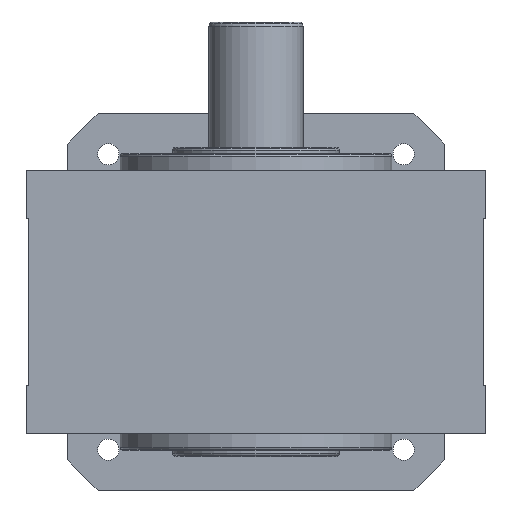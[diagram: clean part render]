
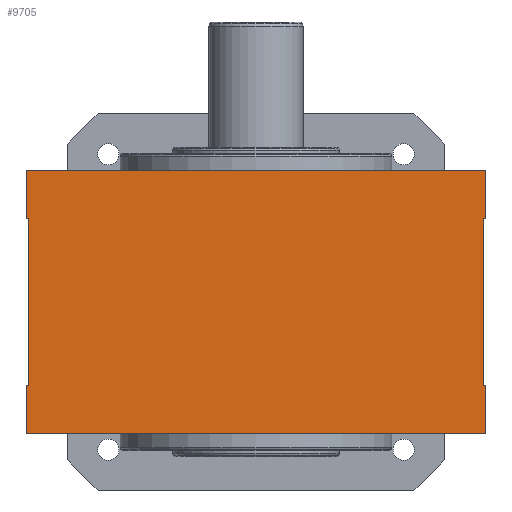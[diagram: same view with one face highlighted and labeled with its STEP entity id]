
A CAD part, front view. The second image highlights one B-rep face of the part: STEP entity #9705.
In plain terms, the highlighted planar face has unit normal (0, -1, 0).
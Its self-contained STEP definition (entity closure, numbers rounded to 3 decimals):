
#32=DIRECTION('',(0.,0.,-1.));
#33=VECTOR('',#32,23.);
#34=CARTESIAN_POINT('',(110.,-157.75,63.));
#35=LINE('',#34,#33);
#160=DIRECTION('',(0.,0.,1.));
#161=VECTOR('',#160,80.);
#162=CARTESIAN_POINT('',(109.,-157.75,-40.));
#163=LINE('',#162,#161);
#164=DIRECTION('',(-1.,0.,0.));
#165=VECTOR('',#164,1.);
#166=CARTESIAN_POINT('',(110.,-157.75,-40.));
#167=LINE('',#166,#165);
#168=DIRECTION('',(0.,0.,1.));
#169=VECTOR('',#168,23.);
#170=CARTESIAN_POINT('',(110.,-157.75,-63.));
#171=LINE('',#170,#169);
#172=DIRECTION('',(-1.,0.,0.));
#173=VECTOR('',#172,1.);
#174=CARTESIAN_POINT('',(-109.,-157.75,-40.));
#175=LINE('',#174,#173);
#176=DIRECTION('',(0.,0.,-1.));
#177=VECTOR('',#176,80.);
#178=CARTESIAN_POINT('',(-109.,-157.75,40.));
#179=LINE('',#178,#177);
#180=DIRECTION('',(1.,0.,0.));
#181=VECTOR('',#180,1.);
#182=CARTESIAN_POINT('',(-110.,-157.75,40.));
#183=LINE('',#182,#181);
#184=DIRECTION('',(1.,0.,0.));
#185=VECTOR('',#184,1.);
#186=CARTESIAN_POINT('',(109.,-157.75,40.));
#187=LINE('',#186,#185);
#861=DIRECTION('',(1.,0.,0.));
#862=VECTOR('',#861,220.);
#863=CARTESIAN_POINT('',(-110.,-157.75,63.));
#864=LINE('',#863,#862);
#2477=DIRECTION('',(0.,0.,1.));
#2478=VECTOR('',#2477,23.);
#2479=CARTESIAN_POINT('',(-110.,-157.75,40.));
#2480=LINE('',#2479,#2478);
#2515=DIRECTION('',(0.,0.,1.));
#2516=VECTOR('',#2515,23.);
#2517=CARTESIAN_POINT('',(-110.,-157.75,-63.));
#2518=LINE('',#2517,#2516);
#3103=DIRECTION('',(-1.,0.,0.));
#3104=VECTOR('',#3103,220.);
#3105=CARTESIAN_POINT('',(110.,-157.75,-63.));
#3106=LINE('',#3105,#3104);
#7263=CARTESIAN_POINT('',(110.,-157.75,40.));
#7265=VERTEX_POINT('',#7263);
#7268=CARTESIAN_POINT('',(110.,-157.75,-40.));
#7270=VERTEX_POINT('',#7268);
#7271=CARTESIAN_POINT('',(109.,-157.75,-40.));
#7272=VERTEX_POINT('',#7271);
#7273=CARTESIAN_POINT('',(-110.,-157.75,-40.));
#7275=VERTEX_POINT('',#7273);
#7278=CARTESIAN_POINT('',(109.,-157.75,40.));
#7280=VERTEX_POINT('',#7278);
#7283=CARTESIAN_POINT('',(-109.,-157.75,-40.));
#7284=VERTEX_POINT('',#7283);
#7285=CARTESIAN_POINT('',(-109.,-157.75,40.));
#7286=VERTEX_POINT('',#7285);
#7287=CARTESIAN_POINT('',(-110.,-157.75,40.));
#7288=VERTEX_POINT('',#7287);
#8895=CARTESIAN_POINT('',(110.,-157.75,63.));
#8896=VERTEX_POINT('',#8895);
#8899=CARTESIAN_POINT('',(-110.,-157.75,-63.));
#8900=VERTEX_POINT('',#8899);
#8901=CARTESIAN_POINT('',(110.,-157.75,-63.));
#8902=VERTEX_POINT('',#8901);
#8903=CARTESIAN_POINT('',(-110.,-157.75,63.));
#8904=VERTEX_POINT('',#8903);
#9676=CARTESIAN_POINT('',(110.,-157.75,63.));
#9677=DIRECTION('',(0.,1.,0.));
#9678=DIRECTION('',(0.,0.,1.));
#9679=AXIS2_PLACEMENT_3D('',#9676,#9677,#9678);
#9680=PLANE('',#9679);
#9682=ORIENTED_EDGE('',*,*,#9681,.F.);
#9684=ORIENTED_EDGE('',*,*,#9683,.F.);
#9685=ORIENTED_EDGE('',*,*,#9495,.F.);
#9687=ORIENTED_EDGE('',*,*,#9686,.T.);
#9689=ORIENTED_EDGE('',*,*,#9688,.T.);
#9691=ORIENTED_EDGE('',*,*,#9690,.F.);
#9693=ORIENTED_EDGE('',*,*,#9692,.F.);
#9695=ORIENTED_EDGE('',*,*,#9694,.F.);
#9697=ORIENTED_EDGE('',*,*,#9696,.T.);
#9699=ORIENTED_EDGE('',*,*,#9698,.T.);
#9700=ORIENTED_EDGE('',*,*,#9457,.T.);
#9702=ORIENTED_EDGE('',*,*,#9701,.F.);
#9703=EDGE_LOOP('',(#9682,#9684,#9685,#9687,#9689,#9691,#9693,#9695,#9697,#9699,
#9700,#9702));
#9704=FACE_OUTER_BOUND('',#9703,.F.);
#9705=ADVANCED_FACE('',(#9704),#9680,.F.);
#9457=EDGE_CURVE('',#8896,#7265,#35,.T.);
#9495=EDGE_CURVE('',#8902,#7270,#171,.T.);
#9681=EDGE_CURVE('',#7272,#7280,#163,.T.);
#9683=EDGE_CURVE('',#7270,#7272,#167,.T.);
#9686=EDGE_CURVE('',#8902,#8900,#3106,.T.);
#9688=EDGE_CURVE('',#8900,#7275,#2518,.T.);
#9690=EDGE_CURVE('',#7284,#7275,#175,.T.);
#9692=EDGE_CURVE('',#7286,#7284,#179,.T.);
#9694=EDGE_CURVE('',#7288,#7286,#183,.T.);
#9696=EDGE_CURVE('',#7288,#8904,#2480,.T.);
#9698=EDGE_CURVE('',#8904,#8896,#864,.T.);
#9701=EDGE_CURVE('',#7280,#7265,#187,.T.);
